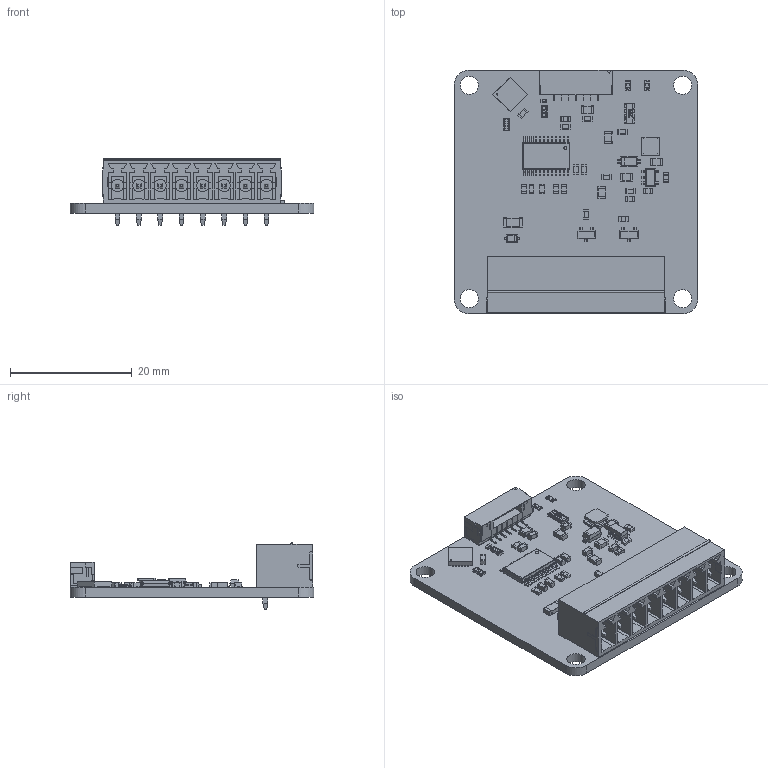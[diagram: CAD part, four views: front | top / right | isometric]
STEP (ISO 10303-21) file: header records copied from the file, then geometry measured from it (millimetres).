
FILE_DESCRIPTION(('FreeCAD Model'),'2;1');
FILE_NAME('industrial-analog-out-v2.step','2018-07-31T11:23:17',('kicad StepUp'),('ksu MCAD'), 'Open CASCADE STEP processor 7.3','FreeCAD','Unknown');
FILE_SCHEMA(('AUTOMOTIVE_DESIGN { 1 0 10303 214 1 1 1 1 }'));
Length unit declared in the file: millimetre
Products named in the file (46): industrial-analog-out-v2; Board_Geoms; Pcb; Step_Models; Top; R_0603_; R_0603_001; R_0603_002; R_0603_003; R_0603_004; R_0603_005; R_0603_006; R_0603_007; C_0603_; C_0603_001; C_0603_002; C_0603_003; C_0603_004; C_0603_005; C_0603_006; C_0603_007; C_0603_008; QFN-24_4x4mm_Pitch0.5mm_; Cut_; Cut_001; BrickletConn_7pin_; D_0603_blue_; C_0603_009; C_0603_010; C_0805_; NR303_; TSSOP-24_; C_1206_; SOT23_; SOT23_001; SOD-123_; SOD323F_; 8er_Phoenix_Buchse_; SOT-23-5_; C_0805_001 ...
Assembly tree (45 placements, depth 4):
  industrial-analog-out-v2
    Board_Geoms
      Pcb
    Step_Models
      Top
        R_0603_
        R_0603_001
        R_0603_002
        R_0603_003
        R_0603_004
        R_0603_005
        R_0603_006
        R_0603_007
        C_0603_
        C_0603_001
        C_0603_002
        C_0603_003
        C_0603_004
        C_0603_005
        C_0603_006
        C_0603_007
        C_0603_008
        QFN-24_4x4mm_Pitch0.5mm_
        Cut_
        Cut_001
        BrickletConn_7pin_
        D_0603_blue_
        C_0603_009
        C_0603_010
        C_0805_
        NR303_
        TSSOP-24_
        C_1206_
        SOT23_
        SOT23_001
        SOD-123_
        SOD323F_
        8er_Phoenix_Buchse_
        SOT-23-5_
        C_0805_001
        C_0805_002
        C_0805_003
        C_0805_004
        D_0603_blue_001
        R_4x0603_
        C_0402_
Bounding box: 40 x 40 x 10.9 mm (x, y, z)
Volume: 3590.7 mm3; surface area: 7270.5 mm2
Topology: 47 solids, 47 shells, 3283 faces, 9108 edges, 5924 vertices
Faces by surface type: plane 2458, cylinder 639, bspline 157, sphere 28, torus 1
Full cylindrical faces by diameter (mm): 1.4 x8, 2 x8, 3 x4
Entity records: 128909 total; most frequent: CARTESIAN_POINT 21415, ORIENTED_EDGE 18160, DIRECTION 16348, EDGE_CURVE 9080, LINE 7462, VECTOR 7462, VERTEX_POINT 5924, AXIS2_PLACEMENT_3D 4443
